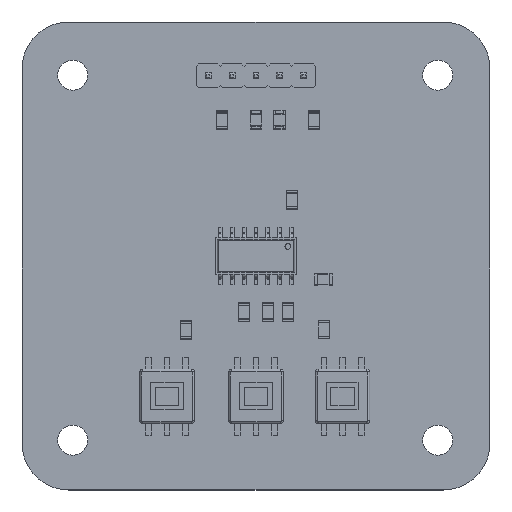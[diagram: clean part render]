
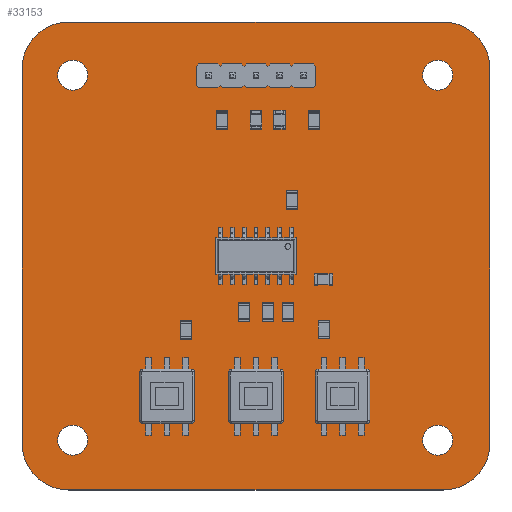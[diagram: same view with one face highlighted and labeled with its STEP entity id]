
A CAD part, top view. The second image highlights one B-rep face of the part: STEP entity #33153.
In plain terms, the highlighted planar face has unit normal (0, 0, 1).
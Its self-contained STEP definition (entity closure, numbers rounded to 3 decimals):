
#32905 = VERTEX_POINT('',#32906);
#32906 = CARTESIAN_POINT('',(154.806,-75.621,1.51));
#32912 = EDGE_CURVE('',#32905,#32913,#32915,.T.);
#32913 = VERTEX_POINT('',#32914);
#32914 = CARTESIAN_POINT('',(159.806,-80.621,1.51));
#32915 = CIRCLE('',#32916,5.);
#32916 = AXIS2_PLACEMENT_3D('',#32917,#32918,#32919);
#32917 = CARTESIAN_POINT('',(154.806,-80.621,1.51));
#32918 = DIRECTION('',(0.,0.,-1.));
#32919 = DIRECTION('',(0.,1.,0.));
#32947 = VERTEX_POINT('',#32948);
#32948 = CARTESIAN_POINT('',(114.806,-75.621,1.51));
#32954 = EDGE_CURVE('',#32947,#32905,#32955,.T.);
#32955 = LINE('',#32956,#32957);
#32956 = CARTESIAN_POINT('',(114.806,-75.621,1.51));
#32957 = VECTOR('',#32958,1.);
#32958 = DIRECTION('',(1.,0.,0.));
#32976 = EDGE_CURVE('',#32913,#32977,#32979,.T.);
#32977 = VERTEX_POINT('',#32978);
#32978 = CARTESIAN_POINT('',(159.806,-120.621,1.51));
#32979 = LINE('',#32980,#32981);
#32980 = CARTESIAN_POINT('',(159.806,-80.621,1.51));
#32981 = VECTOR('',#32982,1.);
#32982 = DIRECTION('',(0.,-1.,0.));
#33153 = ADVANCED_FACE('',(#33154,#33200,#33211,#33222,#33233,#33244,
    #33255,#33266,#33277,#33288),#33299,.T.);
#33154 = FACE_BOUND('',#33155,.T.);
#33155 = EDGE_LOOP('',(#33156,#33157,#33158,#33167,#33175,#33184,#33192,
    #33199));
#33156 = ORIENTED_EDGE('',*,*,#32912,.F.);
#33157 = ORIENTED_EDGE('',*,*,#32954,.F.);
#33158 = ORIENTED_EDGE('',*,*,#33159,.F.);
#33159 = EDGE_CURVE('',#33160,#32947,#33162,.T.);
#33160 = VERTEX_POINT('',#33161);
#33161 = CARTESIAN_POINT('',(109.806,-80.621,1.51));
#33162 = CIRCLE('',#33163,5.);
#33163 = AXIS2_PLACEMENT_3D('',#33164,#33165,#33166);
#33164 = CARTESIAN_POINT('',(114.806,-80.621,1.51));
#33165 = DIRECTION('',(0.,0.,-1.));
#33166 = DIRECTION('',(-1.,0.,-0.));
#33167 = ORIENTED_EDGE('',*,*,#33168,.F.);
#33168 = EDGE_CURVE('',#33169,#33160,#33171,.T.);
#33169 = VERTEX_POINT('',#33170);
#33170 = CARTESIAN_POINT('',(109.806,-120.621,1.51));
#33171 = LINE('',#33172,#33173);
#33172 = CARTESIAN_POINT('',(109.806,-120.621,1.51));
#33173 = VECTOR('',#33174,1.);
#33174 = DIRECTION('',(0.,1.,0.));
#33175 = ORIENTED_EDGE('',*,*,#33176,.F.);
#33176 = EDGE_CURVE('',#33177,#33169,#33179,.T.);
#33177 = VERTEX_POINT('',#33178);
#33178 = CARTESIAN_POINT('',(114.806,-125.621,1.51));
#33179 = CIRCLE('',#33180,5.);
#33180 = AXIS2_PLACEMENT_3D('',#33181,#33182,#33183);
#33181 = CARTESIAN_POINT('',(114.806,-120.621,1.51));
#33182 = DIRECTION('',(0.,0.,-1.));
#33183 = DIRECTION('',(0.,-1.,0.));
#33184 = ORIENTED_EDGE('',*,*,#33185,.F.);
#33185 = EDGE_CURVE('',#33186,#33177,#33188,.T.);
#33186 = VERTEX_POINT('',#33187);
#33187 = CARTESIAN_POINT('',(154.806,-125.621,1.51));
#33188 = LINE('',#33189,#33190);
#33189 = CARTESIAN_POINT('',(154.806,-125.621,1.51));
#33190 = VECTOR('',#33191,1.);
#33191 = DIRECTION('',(-1.,0.,0.));
#33192 = ORIENTED_EDGE('',*,*,#33193,.F.);
#33193 = EDGE_CURVE('',#32977,#33186,#33194,.T.);
#33194 = CIRCLE('',#33195,5.);
#33195 = AXIS2_PLACEMENT_3D('',#33196,#33197,#33198);
#33196 = CARTESIAN_POINT('',(154.806,-120.621,1.51));
#33197 = DIRECTION('',(0.,0.,-1.));
#33198 = DIRECTION('',(1.,0.,0.));
#33199 = ORIENTED_EDGE('',*,*,#32976,.F.);
#33200 = FACE_BOUND('',#33201,.T.);
#33201 = EDGE_LOOP('',(#33202));
#33202 = ORIENTED_EDGE('',*,*,#33203,.T.);
#33203 = EDGE_CURVE('',#33204,#33204,#33206,.T.);
#33204 = VERTEX_POINT('',#33205);
#33205 = CARTESIAN_POINT('',(115.222,-121.9,1.51));
#33206 = CIRCLE('',#33207,1.6);
#33207 = AXIS2_PLACEMENT_3D('',#33208,#33209,#33210);
#33208 = CARTESIAN_POINT('',(115.222,-120.3,1.51));
#33209 = DIRECTION('',(-0.,0.,-1.));
#33210 = DIRECTION('',(0.,-1.,0.));
#33211 = FACE_BOUND('',#33212,.T.);
#33212 = EDGE_LOOP('',(#33213));
#33213 = ORIENTED_EDGE('',*,*,#33214,.T.);
#33214 = EDGE_CURVE('',#33215,#33215,#33217,.T.);
#33215 = VERTEX_POINT('',#33216);
#33216 = CARTESIAN_POINT('',(154.222,-121.9,1.51));
#33217 = CIRCLE('',#33218,1.6);
#33218 = AXIS2_PLACEMENT_3D('',#33219,#33220,#33221);
#33219 = CARTESIAN_POINT('',(154.222,-120.3,1.51));
#33220 = DIRECTION('',(-0.,0.,-1.));
#33221 = DIRECTION('',(-0.,-1.,0.));
#33222 = FACE_BOUND('',#33223,.T.);
#33223 = EDGE_LOOP('',(#33224));
#33224 = ORIENTED_EDGE('',*,*,#33225,.T.);
#33225 = EDGE_CURVE('',#33226,#33226,#33228,.T.);
#33226 = VERTEX_POINT('',#33227);
#33227 = CARTESIAN_POINT('',(115.222,-82.9,1.51));
#33228 = CIRCLE('',#33229,1.6);
#33229 = AXIS2_PLACEMENT_3D('',#33230,#33231,#33232);
#33230 = CARTESIAN_POINT('',(115.222,-81.3,1.51));
#33231 = DIRECTION('',(-0.,0.,-1.));
#33232 = DIRECTION('',(0.,-1.,0.));
#33233 = FACE_BOUND('',#33234,.T.);
#33234 = EDGE_LOOP('',(#33235));
#33235 = ORIENTED_EDGE('',*,*,#33236,.T.);
#33236 = EDGE_CURVE('',#33237,#33237,#33239,.T.);
#33237 = VERTEX_POINT('',#33238);
#33238 = CARTESIAN_POINT('',(129.726,-81.871,1.51));
#33239 = CIRCLE('',#33240,0.5);
#33240 = AXIS2_PLACEMENT_3D('',#33241,#33242,#33243);
#33241 = CARTESIAN_POINT('',(129.726,-81.371,1.51));
#33242 = DIRECTION('',(-0.,0.,-1.));
#33243 = DIRECTION('',(-0.,-1.,0.));
#33244 = FACE_BOUND('',#33245,.T.);
#33245 = EDGE_LOOP('',(#33246));
#33246 = ORIENTED_EDGE('',*,*,#33247,.T.);
#33247 = EDGE_CURVE('',#33248,#33248,#33250,.T.);
#33248 = VERTEX_POINT('',#33249);
#33249 = CARTESIAN_POINT('',(132.266,-81.871,1.51));
#33250 = CIRCLE('',#33251,0.5);
#33251 = AXIS2_PLACEMENT_3D('',#33252,#33253,#33254);
#33252 = CARTESIAN_POINT('',(132.266,-81.371,1.51));
#33253 = DIRECTION('',(-0.,0.,-1.));
#33254 = DIRECTION('',(-0.,-1.,0.));
#33255 = FACE_BOUND('',#33256,.T.);
#33256 = EDGE_LOOP('',(#33257));
#33257 = ORIENTED_EDGE('',*,*,#33258,.T.);
#33258 = EDGE_CURVE('',#33259,#33259,#33261,.T.);
#33259 = VERTEX_POINT('',#33260);
#33260 = CARTESIAN_POINT('',(134.806,-81.871,1.51));
#33261 = CIRCLE('',#33262,0.5);
#33262 = AXIS2_PLACEMENT_3D('',#33263,#33264,#33265);
#33263 = CARTESIAN_POINT('',(134.806,-81.371,1.51));
#33264 = DIRECTION('',(-0.,0.,-1.));
#33265 = DIRECTION('',(-0.,-1.,0.));
#33266 = FACE_BOUND('',#33267,.T.);
#33267 = EDGE_LOOP('',(#33268));
#33268 = ORIENTED_EDGE('',*,*,#33269,.T.);
#33269 = EDGE_CURVE('',#33270,#33270,#33272,.T.);
#33270 = VERTEX_POINT('',#33271);
#33271 = CARTESIAN_POINT('',(137.346,-81.871,1.51));
#33272 = CIRCLE('',#33273,0.5);
#33273 = AXIS2_PLACEMENT_3D('',#33274,#33275,#33276);
#33274 = CARTESIAN_POINT('',(137.346,-81.371,1.51));
#33275 = DIRECTION('',(-0.,0.,-1.));
#33276 = DIRECTION('',(-0.,-1.,0.));
#33277 = FACE_BOUND('',#33278,.T.);
#33278 = EDGE_LOOP('',(#33279));
#33279 = ORIENTED_EDGE('',*,*,#33280,.T.);
#33280 = EDGE_CURVE('',#33281,#33281,#33283,.T.);
#33281 = VERTEX_POINT('',#33282);
#33282 = CARTESIAN_POINT('',(139.886,-81.871,1.51));
#33283 = CIRCLE('',#33284,0.5);
#33284 = AXIS2_PLACEMENT_3D('',#33285,#33286,#33287);
#33285 = CARTESIAN_POINT('',(139.886,-81.371,1.51));
#33286 = DIRECTION('',(-0.,0.,-1.));
#33287 = DIRECTION('',(-0.,-1.,0.));
#33288 = FACE_BOUND('',#33289,.T.);
#33289 = EDGE_LOOP('',(#33290));
#33290 = ORIENTED_EDGE('',*,*,#33291,.T.);
#33291 = EDGE_CURVE('',#33292,#33292,#33294,.T.);
#33292 = VERTEX_POINT('',#33293);
#33293 = CARTESIAN_POINT('',(154.222,-82.9,1.51));
#33294 = CIRCLE('',#33295,1.6);
#33295 = AXIS2_PLACEMENT_3D('',#33296,#33297,#33298);
#33296 = CARTESIAN_POINT('',(154.222,-81.3,1.51));
#33297 = DIRECTION('',(-0.,0.,-1.));
#33298 = DIRECTION('',(-0.,-1.,0.));
#33299 = PLANE('',#33300);
#33300 = AXIS2_PLACEMENT_3D('',#33301,#33302,#33303);
#33301 = CARTESIAN_POINT('',(0.,0.,1.51));
#33302 = DIRECTION('',(0.,0.,1.));
#33303 = DIRECTION('',(1.,0.,-0.));
